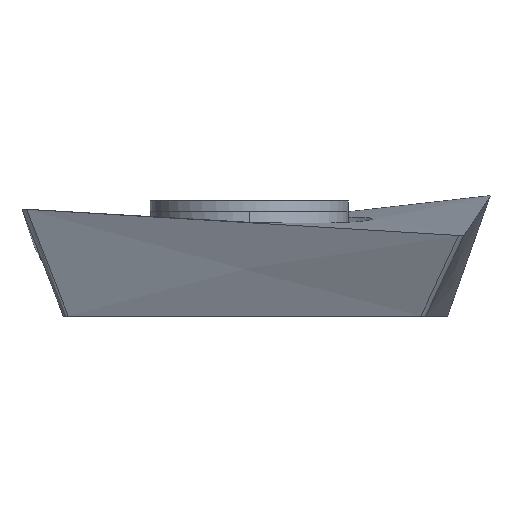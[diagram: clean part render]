
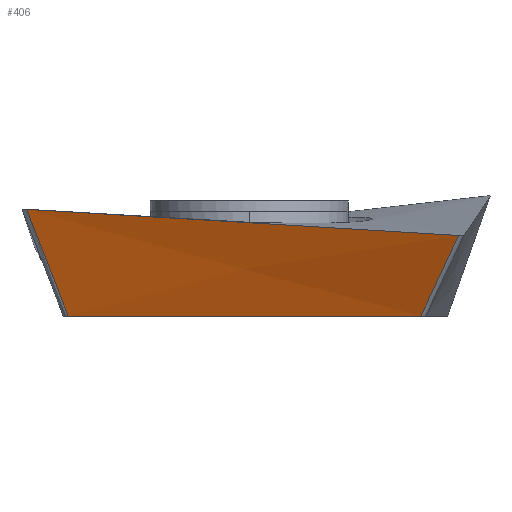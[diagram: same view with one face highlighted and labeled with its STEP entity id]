
A CAD part, front view. The second image highlights one B-rep face of the part: STEP entity #406.
In plain terms, the highlighted free-form (B-spline) face has degree [1, 3] with [2, 4] control points.
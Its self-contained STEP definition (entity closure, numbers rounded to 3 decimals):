
#13=B_SPLINE_SURFACE_WITH_KNOTS('',1,3,((#6108,#6109,#6110,#6111),(#6112,
#6113,#6114,#6115)),.UNSPECIFIED.,.F.,.F.,.F.,(2,2),(4,4),(0.,42.897),
(151.056,301.469),.UNSPECIFIED.);
#406=ADVANCED_FACE('',(#613),#13,.T.);
#613=FACE_OUTER_BOUND('',#875,.T.);
#875=EDGE_LOOP('',(#1775,#1776,#1777,#1778));
#1775=ORIENTED_EDGE('',*,*,#2310,.T.);
#1776=ORIENTED_EDGE('',*,*,#2285,.T.);
#1777=ORIENTED_EDGE('',*,*,#2311,.F.);
#1778=ORIENTED_EDGE('',*,*,#2280,.F.);
#2280=EDGE_CURVE('',#3110,#3109,#2799,.T.);
#2285=EDGE_CURVE('',#3120,#3119,#2804,.T.);
#2310=EDGE_CURVE('',#3110,#3120,#2655,.T.);
#2311=EDGE_CURVE('',#3109,#3119,#2656,.T.);
#2655=(
BOUNDED_CURVE()
B_SPLINE_CURVE(3,(#7229,#7230,#7231,#7232,#7233,#7234,#7235,#7236),
 .UNSPECIFIED.,.F.,.F.)
B_SPLINE_CURVE_WITH_KNOTS((4,3,1,4),(0.692,0.746,
25.822,45.895),.UNSPECIFIED.)
CURVE()
GEOMETRIC_REPRESENTATION_ITEM()
RATIONAL_B_SPLINE_CURVE((1.,1.,1.,1.,1.,1.,1.,1.))
REPRESENTATION_ITEM('')
);
#2656=(
BOUNDED_CURVE()
B_SPLINE_CURVE(3,(#7237,#7238,#7239,#7240,#7241,#7242),.UNSPECIFIED.,.F.,
 .F.)
B_SPLINE_CURVE_WITH_KNOTS((4,1,1,4),(0.642,21.154,
31.446,37.293),.UNSPECIFIED.)
CURVE()
GEOMETRIC_REPRESENTATION_ITEM()
RATIONAL_B_SPLINE_CURVE((1.,1.,1.,1.,1.,1.))
REPRESENTATION_ITEM('')
);
#2799=B_SPLINE_CURVE_WITH_KNOTS('',1,(#7007,#7008),.UNSPECIFIED.,.F.,.F.,
(2,2),(-2.989,-2.011),.UNSPECIFIED.);
#2804=B_SPLINE_CURVE_WITH_KNOTS('',3,(#7021,#7022,#7023,#7024),
 .UNSPECIFIED.,.F.,.F.,(4,4),(153.134,299.531),
 .UNSPECIFIED.);
#3109=VERTEX_POINT('',#6730);
#3110=VERTEX_POINT('',#6731);
#3119=VERTEX_POINT('',#6740);
#3120=VERTEX_POINT('',#6741);
#6108=CARTESIAN_POINT('',(652.831,-561.324,22.5));
#6109=CARTESIAN_POINT('',(707.831,-562.99,19.167));
#6110=CARTESIAN_POINT('',(762.831,-564.657,15.833));
#6111=CARTESIAN_POINT('',(817.831,-566.324,12.5));
#6112=CARTESIAN_POINT('',(668.278,-546.785,-17.5));
#6113=CARTESIAN_POINT('',(713.407,-548.153,-17.5));
#6114=CARTESIAN_POINT('',(758.537,-549.52,-17.5));
#6115=CARTESIAN_POINT('',(803.665,-550.888,-17.5));
#6730=CARTESIAN_POINT('',(816.005,-566.268,12.611));
#6731=CARTESIAN_POINT('',(654.631,-561.378,22.391));
#6740=CARTESIAN_POINT('',(801.92,-550.835,-17.5));
#6741=CARTESIAN_POINT('',(670.149,-546.842,-17.5));
#7007=CARTESIAN_POINT('',(654.631,-561.378,22.391));
#7008=CARTESIAN_POINT('',(816.005,-566.268,12.611));
#7021=CARTESIAN_POINT('',(670.149,-546.842,-17.5));
#7022=CARTESIAN_POINT('',(714.073,-548.173,-17.5));
#7023=CARTESIAN_POINT('',(757.997,-549.504,-17.5));
#7024=CARTESIAN_POINT('',(801.92,-550.835,-17.5));
#7229=CARTESIAN_POINT('',(654.631,-561.378,22.391));
#7230=CARTESIAN_POINT('',(654.637,-561.372,22.375));
#7231=CARTESIAN_POINT('',(654.643,-561.367,22.359));
#7232=CARTESIAN_POINT('',(654.65,-561.361,22.343));
#7233=CARTESIAN_POINT('',(657.516,-558.674,14.965));
#7234=CARTESIAN_POINT('',(662.68,-553.835,1.683));
#7235=CARTESIAN_POINT('',(667.849,-548.994,-11.597));
#7236=CARTESIAN_POINT('',(670.149,-546.842,-17.5));
#7237=CARTESIAN_POINT('',(816.005,-566.268,12.611));
#7238=CARTESIAN_POINT('',(813.374,-563.388,6.995));
#7239=CARTESIAN_POINT('',(809.425,-559.064,-1.439));
#7240=CARTESIAN_POINT('',(804.732,-553.92,-11.477));
#7241=CARTESIAN_POINT('',(802.668,-551.655,-15.898));
#7242=CARTESIAN_POINT('',(801.92,-550.835,-17.5));
